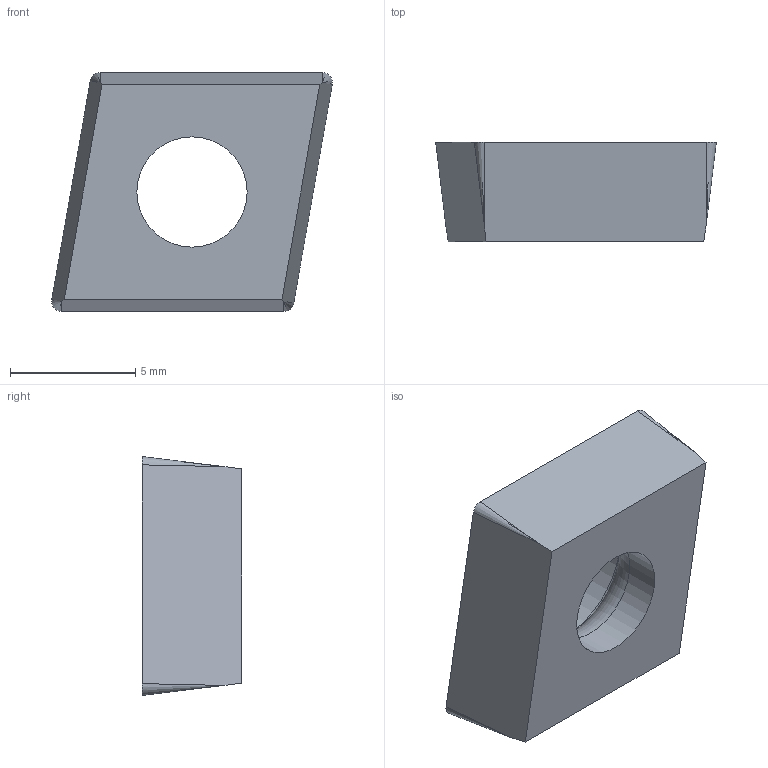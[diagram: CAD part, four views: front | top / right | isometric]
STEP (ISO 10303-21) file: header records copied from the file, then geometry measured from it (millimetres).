
FILE_DESCRIPTION (( 'STEP AP214' ), '1' );
FILE_NAME ('CCMT09T304.STEP', '2020-03-30T06:18:05', ( '' ), ( '' ), 'SwSTEP 2.0', 'SolidWorks 2017', '' );
FILE_SCHEMA (( 'AUTOMOTIVE_DESIGN' ));
Length unit declared in the file: millimetre
Products named in the file (1): CCMT09T304
Bounding box: 11.2 x 3.97 x 9.53 mm (x, y, z)
Volume: 239.7 mm3; surface area: 340.5 mm2
Topology: 1 solids, 1 shells, 44 faces, 113 edges, 63 vertices
Faces by surface type: plane 16, cone 12, bspline 12, cylinder 2, torus 2
Full cylindrical faces by diameter (mm): 4.4 x1, 6.1 x1
Entity records: 1482 total; most frequent: CARTESIAN_POINT 559, ORIENTED_EDGE 202, DIRECTION 148, EDGE_CURVE 101, VERTEX_POINT 63, AXIS2_PLACEMENT_3D 50, EDGE_LOOP 50, LINE 48
